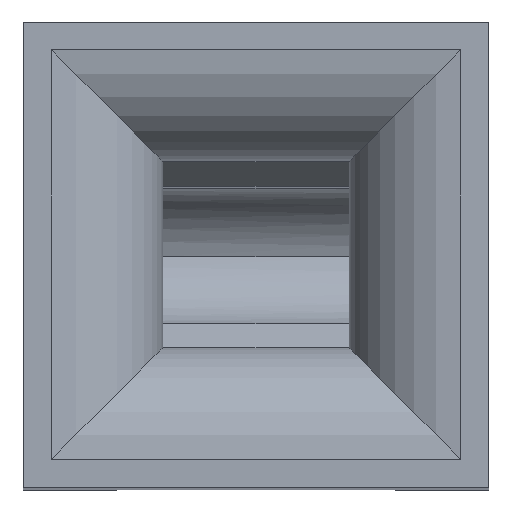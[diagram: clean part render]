
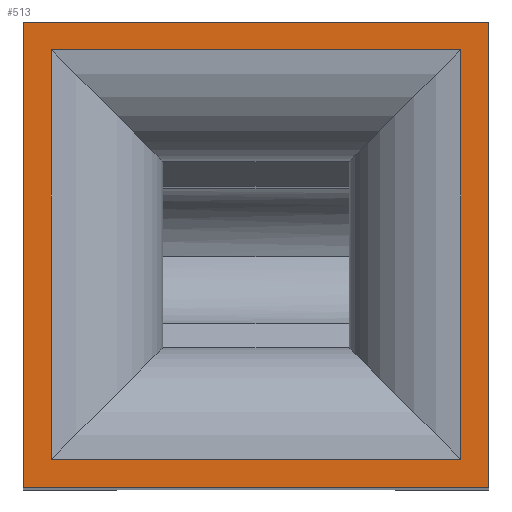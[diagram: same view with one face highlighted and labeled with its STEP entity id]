
A CAD part, top view. The second image highlights one B-rep face of the part: STEP entity #513.
In plain terms, the highlighted free-form (B-spline) face has degree [1, 1] with [2, 2] control points.
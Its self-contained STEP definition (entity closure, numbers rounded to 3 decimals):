
#116 = VERTEX_POINT('',#117);
#117 = CARTESIAN_POINT('',(1.423,-1.423,
    10.244));
#122 = EDGE_CURVE('',#123,#116,#125,.T.);
#123 = VERTEX_POINT('',#124);
#124 = CARTESIAN_POINT('',(-1.423,-1.423,
    10.244));
#125 = B_SPLINE_CURVE_WITH_KNOTS('',1,(#126,#127),.UNSPECIFIED.,.F.,.F.,
  (2,2),(0.,2.5),.PIECEWISE_BEZIER_KNOTS.);
#126 = CARTESIAN_POINT('',(-1.423,-1.423,
    10.244));
#127 = CARTESIAN_POINT('',(1.423,-1.423,
    10.244));
#379 = EDGE_CURVE('',#380,#382,#384,.T.);
#380 = VERTEX_POINT('',#381);
#381 = CARTESIAN_POINT('',(-1.252,1.252,
    10.244));
#382 = VERTEX_POINT('',#383);
#383 = CARTESIAN_POINT('',(-1.252,-1.252,
    10.244));
#384 = B_SPLINE_CURVE_WITH_KNOTS('',1,(#385,#386),.UNSPECIFIED.,.F.,.F.,
  (2,2),(-1.35,0.85),.PIECEWISE_BEZIER_KNOTS.);
#385 = CARTESIAN_POINT('',(-1.252,1.252,
    10.244));
#386 = CARTESIAN_POINT('',(-1.252,-1.252,
    10.244));
#417 = EDGE_CURVE('',#382,#418,#420,.T.);
#418 = VERTEX_POINT('',#419);
#419 = CARTESIAN_POINT('',(1.252,-1.252,
    10.244));
#420 = B_SPLINE_CURVE_WITH_KNOTS('',1,(#421,#422),.UNSPECIFIED.,.F.,.F.,
  (2,2),(-1.35,0.85),.PIECEWISE_BEZIER_KNOTS.);
#421 = CARTESIAN_POINT('',(-1.252,-1.252,
    10.244));
#422 = CARTESIAN_POINT('',(1.252,-1.252,
    10.244));
#442 = EDGE_CURVE('',#418,#443,#445,.T.);
#443 = VERTEX_POINT('',#444);
#444 = CARTESIAN_POINT('',(1.252,1.252,10.244
    ));
#445 = B_SPLINE_CURVE_WITH_KNOTS('',1,(#446,#447),.UNSPECIFIED.,.F.,.F.,
  (2,2),(-1.35,0.85),.PIECEWISE_BEZIER_KNOTS.);
#446 = CARTESIAN_POINT('',(1.252,-1.252,
    10.244));
#447 = CARTESIAN_POINT('',(1.252,1.252,10.244
    ));
#473 = EDGE_CURVE('',#443,#380,#474,.T.);
#474 = B_SPLINE_CURVE_WITH_KNOTS('',1,(#475,#476),.UNSPECIFIED.,.F.,.F.,
  (2,2),(-1.35,0.85),.PIECEWISE_BEZIER_KNOTS.);
#475 = CARTESIAN_POINT('',(1.252,1.252,10.244
    ));
#476 = CARTESIAN_POINT('',(-1.252,1.252,
    10.244));
#513 = ADVANCED_FACE('',(#514,#536),#542,.T.);
#514 = FACE_BOUND('',#515,.T.);
#515 = EDGE_LOOP('',(#516,#523,#530,#535));
#516 = ORIENTED_EDGE('',*,*,#517,.T.);
#517 = EDGE_CURVE('',#116,#518,#520,.T.);
#518 = VERTEX_POINT('',#519);
#519 = CARTESIAN_POINT('',(1.423,1.423,10.244
    ));
#520 = B_SPLINE_CURVE_WITH_KNOTS('',1,(#521,#522),.UNSPECIFIED.,.F.,.F.,
  (2,2),(0.,2.5),.PIECEWISE_BEZIER_KNOTS.);
#521 = CARTESIAN_POINT('',(1.423,-1.423,
    10.244));
#522 = CARTESIAN_POINT('',(1.423,1.423,10.244
    ));
#523 = ORIENTED_EDGE('',*,*,#524,.T.);
#524 = EDGE_CURVE('',#518,#525,#527,.T.);
#525 = VERTEX_POINT('',#526);
#526 = CARTESIAN_POINT('',(-1.423,1.423,
    10.244));
#527 = B_SPLINE_CURVE_WITH_KNOTS('',1,(#528,#529),.UNSPECIFIED.,.F.,.F.,
  (2,2),(0.,2.5),.PIECEWISE_BEZIER_KNOTS.);
#528 = CARTESIAN_POINT('',(1.423,1.423,10.244
    ));
#529 = CARTESIAN_POINT('',(-1.423,1.423,
    10.244));
#530 = ORIENTED_EDGE('',*,*,#531,.T.);
#531 = EDGE_CURVE('',#525,#123,#532,.T.);
#532 = B_SPLINE_CURVE_WITH_KNOTS('',1,(#533,#534),.UNSPECIFIED.,.F.,.F.,
  (2,2),(0.,2.5),.PIECEWISE_BEZIER_KNOTS.);
#533 = CARTESIAN_POINT('',(-1.423,1.423,
    10.244));
#534 = CARTESIAN_POINT('',(-1.423,-1.423,
    10.244));
#535 = ORIENTED_EDGE('',*,*,#122,.T.);
#536 = FACE_BOUND('',#537,.T.);
#537 = EDGE_LOOP('',(#538,#539,#540,#541));
#538 = ORIENTED_EDGE('',*,*,#379,.F.);
#539 = ORIENTED_EDGE('',*,*,#473,.F.);
#540 = ORIENTED_EDGE('',*,*,#442,.F.);
#541 = ORIENTED_EDGE('',*,*,#417,.F.);
#542 = B_SPLINE_SURFACE_WITH_KNOTS('',1,1,(
    (#543,#544)
    ,(#545,#546
    )),.UNSPECIFIED.,.F.,.F.,.F.,(2,2),(2,2),(-1.25,1.25),(-1.25,1.25),
  .PIECEWISE_BEZIER_KNOTS.);
#543 = CARTESIAN_POINT('',(-1.423,-1.423,
    10.244));
#544 = CARTESIAN_POINT('',(-1.423,1.423,
    10.244));
#545 = CARTESIAN_POINT('',(1.423,-1.423,
    10.244));
#546 = CARTESIAN_POINT('',(1.423,1.423,10.244
    ));
